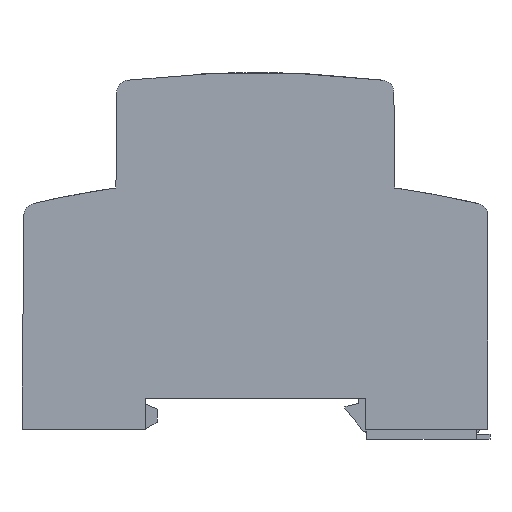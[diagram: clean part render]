
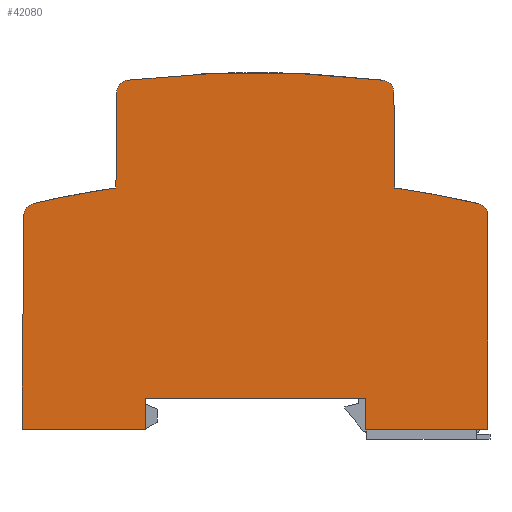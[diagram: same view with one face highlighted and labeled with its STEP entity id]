
A CAD part, left-side view. The second image highlights one B-rep face of the part: STEP entity #42080.
In plain terms, the highlighted face is planar.
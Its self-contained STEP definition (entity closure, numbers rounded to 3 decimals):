
#4740=CARTESIAN_POINT('',(46.992,70.373,-20.25));
#4750=VERTEX_POINT('',#4740);
#4780=CARTESIAN_POINT('',(48.992,70.355,-20.25));
#4790=DIRECTION('',(0.,0.,1.));
#4800=DIRECTION('',(1.,0.,0.));
#4810=AXIS2_PLACEMENT_3D('',#4780,#4790,#4800);
#4820=CIRCLE('',#4810,2.);
#4830=CARTESIAN_POINT('',(48.757,72.341,-20.25));
#4840=VERTEX_POINT('',#4830);
#4850=EDGE_CURVE('',#4840,#4750,#4820,.T.);
#6090=CARTESIAN_POINT('',(106.975,16.056,-20.25));
#6100=VERTEX_POINT('',#6090);
#6150=CARTESIAN_POINT('',(45.021,16.056,-20.25));
#6160=DIRECTION('',(1.,0.,0.));
#6170=VECTOR('',#6160,1.);
#6180=LINE('',#6150,#6170);
#6190=CARTESIAN_POINT('',(87.091,16.056,-20.25));
#6200=VERTEX_POINT('',#6190);
#6210=EDGE_CURVE('',#6200,#6100,#6180,.T.);
#10350=CARTESIAN_POINT('',(69.341,-101.444,-20.25));
#10360=DIRECTION('',(0.,0.,-1.));
#10370=DIRECTION('',(-1.,0.,0.));
#10380=AXIS2_PLACEMENT_3D('',#10350,#10360,#10370);
#10390=CIRCLE('',#10380,175.);
#10400=CARTESIAN_POINT('',(89.926,72.341,-20.25));
#10410=VERTEX_POINT('',#10400);
#10420=EDGE_CURVE('',#4840,#10410,#10390,.T.);
#22380=CARTESIAN_POINT('',(91.825,54.948,-20.25));
#22390=VERTEX_POINT('',#22380);
#22420=CARTESIAN_POINT('',(69.341,-101.444,-20.25));
#22430=DIRECTION('',(0.,0.,-1.));
#22440=DIRECTION('',(-1.,0.,0.));
#22450=AXIS2_PLACEMENT_3D('',#22420,#22430,#22440);
#22460=CIRCLE('',#22450,158.);
#22470=CARTESIAN_POINT('',(105.127,52.45,-20.25));
#22480=VERTEX_POINT('',#22470);
#22490=EDGE_CURVE('',#22390,#22480,#22460,.T.);
#25300=CARTESIAN_POINT('',(91.69,70.373,-20.25));
#25310=VERTEX_POINT('',#25300);
#25340=CARTESIAN_POINT('',(91.822,55.264,-20.25));
#25350=DIRECTION('',(-0.009,1.,
0.));
#25360=VECTOR('',#25350,1.);
#25370=LINE('',#25340,#25360);
#25380=EDGE_CURVE('',#22390,#25310,#25370,.T.);
#25820=CARTESIAN_POINT('',(45.021,21.056,-20.25));
#25830=DIRECTION('',(1.,0.,0.));
#25840=VECTOR('',#25830,1.);
#25850=LINE('',#25820,#25840);
#25860=CARTESIAN_POINT('',(51.591,21.056,-20.25));
#25870=VERTEX_POINT('',#25860);
#25880=CARTESIAN_POINT('',(87.091,21.056,-20.25));
#25890=VERTEX_POINT('',#25880);
#25900=EDGE_CURVE('',#25870,#25890,#25850,.T.);
#28040=CARTESIAN_POINT('',(87.091,55.264,-20.25));
#28050=DIRECTION('',(0.,-1.,0.));
#28060=VECTOR('',#28050,1.);
#28070=LINE('',#28040,#28060);
#28080=EDGE_CURVE('',#25890,#6200,#28070,.T.);
#29480=CARTESIAN_POINT('',(46.858,54.948,-20.25));
#29490=VERTEX_POINT('',#29480);
#29520=CARTESIAN_POINT('',(46.861,55.264,-20.25));
#29530=DIRECTION('',(-0.009,-1.,
0.));
#29540=VECTOR('',#29530,1.);
#29550=LINE('',#29520,#29540);
#29560=EDGE_CURVE('',#4750,#29490,#29550,.T.);
#32540=CARTESIAN_POINT('',(89.69,70.355,-20.25));
#32550=DIRECTION('',(0.,0.,1.));
#32560=DIRECTION('',(1.,0.,0.));
#32570=AXIS2_PLACEMENT_3D('',#32540,#32550,#32560);
#32580=CIRCLE('',#32570,2.);
#32590=EDGE_CURVE('',#25310,#10410,#32580,.T.);
#41370=CARTESIAN_POINT('',(69.341,23.506,-20.25));
#41380=DIRECTION('',(0.,0.,-1.));
#41390=DIRECTION('',(-1.,0.,0.));
#41400=AXIS2_PLACEMENT_3D('',#41370,#41380,#41390);
#41410=PLANE('',#41400);
#41420=CARTESIAN_POINT('',(69.341,-101.444,-20.25));
#41430=DIRECTION('',(0.,0.,-1.));
#41440=DIRECTION('',(-1.,0.,0.));
#41450=AXIS2_PLACEMENT_3D('',#41420,#41430,#41440);
#41460=CIRCLE('',#41450,158.);
#41470=CARTESIAN_POINT('',(33.386,52.411,
-20.25));
#41480=VERTEX_POINT('',#41470);
#41490=EDGE_CURVE('',#41480,#29490,#41460,.T.);
#41500=ORIENTED_EDGE('',*,*,#41490,.T.);
#41510=CARTESIAN_POINT('',(33.841,50.463,
-20.25));
#41520=DIRECTION('',(0.,0.,-1.));
#41530=DIRECTION('',(-1.,0.,0.));
#41540=AXIS2_PLACEMENT_3D('',#41510,#41520,#41530);
#41550=CIRCLE('',#41540,2.);
#41560=CARTESIAN_POINT('',(31.841,50.463,
-20.25));
#41570=VERTEX_POINT('',#41560);
#41580=EDGE_CURVE('',#41570,#41480,#41550,.T.);
#41590=ORIENTED_EDGE('',*,*,#41580,.T.);
#41600=CARTESIAN_POINT('',(31.841,55.264,
-20.25));
#41610=DIRECTION('',(0.,1.,0.));
#41620=VECTOR('',#41610,1.);
#41630=LINE('',#41600,#41620);
#41640=CARTESIAN_POINT('',(31.841,16.056,-20.25));
#41650=VERTEX_POINT('',#41640);
#41660=EDGE_CURVE('',#41650,#41570,#41630,.T.);
#41670=ORIENTED_EDGE('',*,*,#41660,.T.);
#41680=CARTESIAN_POINT('',(45.021,16.056,-20.25));
#41690=DIRECTION('',(1.,0.,0.));
#41700=VECTOR('',#41690,1.);
#41710=LINE('',#41680,#41700);
#41720=CARTESIAN_POINT('',(51.591,16.056,-20.25));
#41730=VERTEX_POINT('',#41720);
#41740=EDGE_CURVE('',#41650,#41730,#41710,.T.);
#41750=ORIENTED_EDGE('',*,*,#41740,.F.);
#41760=CARTESIAN_POINT('',(51.591,55.264,-20.25));
#41770=DIRECTION('',(0.,-1.,0.));
#41780=VECTOR('',#41770,1.);
#41790=LINE('',#41760,#41780);
#41800=EDGE_CURVE('',#25870,#41730,#41790,.T.);
#41810=ORIENTED_EDGE('',*,*,#41800,.T.);
#41820=ORIENTED_EDGE('',*,*,#25900,.F.);
#41830=ORIENTED_EDGE('',*,*,#28080,.F.);
#41840=ORIENTED_EDGE('',*,*,#6210,.F.);
#41850=CARTESIAN_POINT('',(106.633,55.264,-20.25));
#41860=DIRECTION('',(0.009,-1.,
0.));
#41870=VECTOR('',#41860,1.);
#41880=LINE('',#41850,#41870);
#41890=CARTESIAN_POINT('',(106.674,50.52,-20.25));
#41900=VERTEX_POINT('',#41890);
#41910=EDGE_CURVE('',#41900,#6100,#41880,.T.);
#41920=ORIENTED_EDGE('',*,*,#41910,.T.);
#41930=CARTESIAN_POINT('',(104.674,50.502,-20.25));
#41940=DIRECTION('',(0.,0.,-1.));
#41950=DIRECTION('',(-1.,0.,0.));
#41960=AXIS2_PLACEMENT_3D('',#41930,#41940,#41950);
#41970=CIRCLE('',#41960,2.);
#41980=EDGE_CURVE('',#22480,#41900,#41970,.T.);
#41990=ORIENTED_EDGE('',*,*,#41980,.T.);
#42000=ORIENTED_EDGE('',*,*,#22490,.T.);
#42010=ORIENTED_EDGE('',*,*,#25380,.F.);
#42020=ORIENTED_EDGE('',*,*,#32590,.F.);
#42030=ORIENTED_EDGE('',*,*,#10420,.T.);
#42040=ORIENTED_EDGE('',*,*,#4850,.F.);
#42050=ORIENTED_EDGE('',*,*,#29560,.F.);
#42060=EDGE_LOOP('',(#42050,#42040,#42030,#42020,#42010,#42000,#41990,
#41920,#41840,#41830,#41820,#41810,#41750,#41670,#41590,#41500));
#42070=FACE_OUTER_BOUND('',#42060,.T.);
#42080=ADVANCED_FACE('',(#42070),#41410,.T.);
